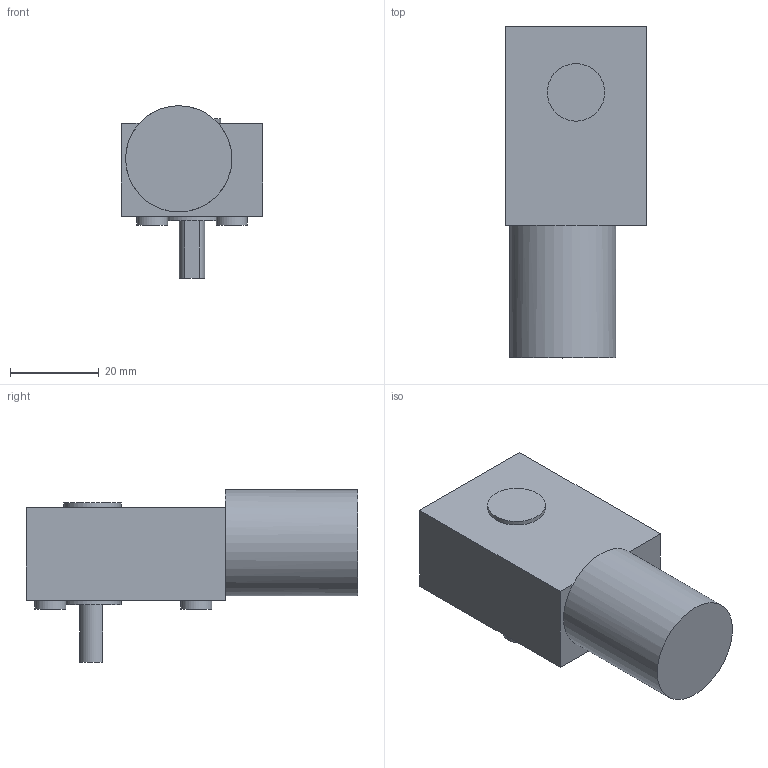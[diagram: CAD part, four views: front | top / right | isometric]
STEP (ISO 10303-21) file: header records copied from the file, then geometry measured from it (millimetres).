
FILE_DESCRIPTION(/* description */ (''),/* implementation_level */ '2;1');
FILE_NAME(/* name */ 'DCMotor12V6RPM.stp',/* time_stamp */ '2025-10-24T01:03:39-05:00',/* author */ ('aul12'),/* organization */ (''),/* preprocessor_version */ 'ST-DEVELOPER v19.2',/* originating_system */ 'Autodesk Inventor 2024',/* authorisation */ '');
FILE_SCHEMA (('AUTOMOTIVE_DESIGN { 1 0 10303 214 3 1 1 }'));
Length unit declared in the file: millimetre
Products named in the file (1): DCMotor12V6RPM
Bounding box: 32 x 75 x 39 mm (x, y, z)
Volume: 44651.7 mm3; surface area: 9040.3 mm2
Topology: 1 solids, 1 shells, 32 faces, 55 edges, 36 vertices
Faces by surface type: plane 20, cylinder 12
Full cylindrical faces by diameter (mm): 3 x4, 7 x4, 13 x2, 24 x1
Entity records: 812 total; most frequent: DIRECTION 147, CARTESIAN_POINT 124, ORIENTED_EDGE 110, AXIS2_PLACEMENT_3D 59, EDGE_CURVE 55, EDGE_LOOP 43, VERTEX_POINT 36, FACE_OUTER_BOUND 32
